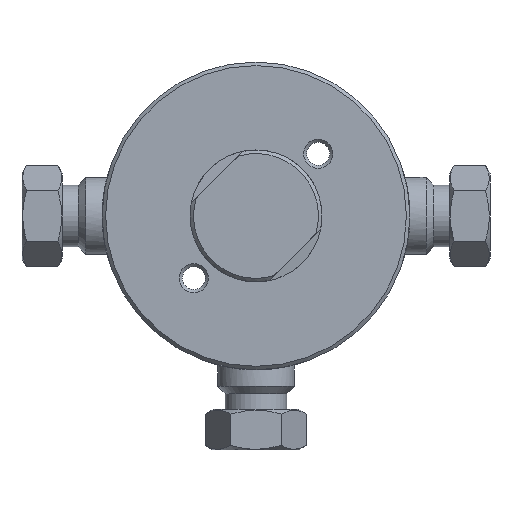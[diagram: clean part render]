
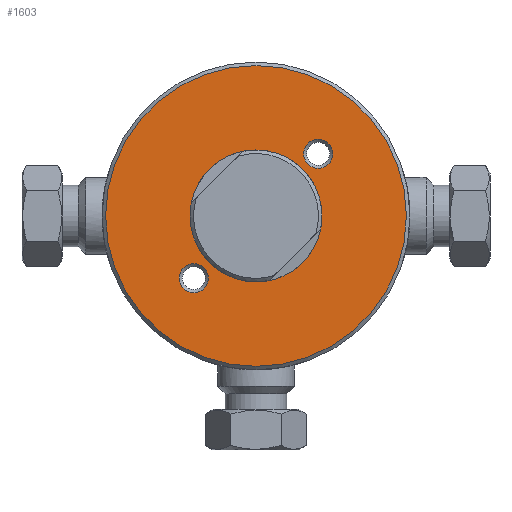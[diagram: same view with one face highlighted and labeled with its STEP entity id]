
A CAD part, left-side view. The second image highlights one B-rep face of the part: STEP entity #1603.
In plain terms, the highlighted planar face has unit normal (-1, 0, 0).
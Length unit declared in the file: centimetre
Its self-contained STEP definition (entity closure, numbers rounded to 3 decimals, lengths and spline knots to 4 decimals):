
#222=FACE_BOUND('',#625,.T.);
#223=FACE_BOUND('',#626,.T.);
#224=FACE_BOUND('',#627,.T.);
#474=FACE_OUTER_BOUND('',#624,.T.);
#624=EDGE_LOOP('',(#1457));
#625=EDGE_LOOP('',(#1458));
#626=EDGE_LOOP('',(#1459));
#627=EDGE_LOOP('',(#1460));
#708=CIRCLE('',#1769,0.9525);
#717=CIRCLE('',#1784,0.21);
#718=CIRCLE('',#1786,0.21);
#724=CIRCLE('',#1798,2.1717);
#857=VERTEX_POINT('',#2857);
#866=VERTEX_POINT('',#2881);
#867=VERTEX_POINT('',#2884);
#873=VERTEX_POINT('',#2902);
#1054=EDGE_CURVE('',#857,#857,#708,.T.);
#1063=EDGE_CURVE('',#866,#866,#717,.T.);
#1064=EDGE_CURVE('',#867,#867,#718,.T.);
#1070=EDGE_CURVE('',#873,#873,#724,.T.);
#1457=ORIENTED_EDGE('',*,*,#1070,.F.);
#1458=ORIENTED_EDGE('',*,*,#1063,.T.);
#1459=ORIENTED_EDGE('',*,*,#1064,.T.);
#1460=ORIENTED_EDGE('',*,*,#1054,.T.);
#1505=PLANE('',#1799);
#1603=ADVANCED_FACE('',(#474,#222,#223,#224),#1505,.T.);
#1769=AXIS2_PLACEMENT_3D('',#2858,#2171,#2172);
#1784=AXIS2_PLACEMENT_3D('',#2882,#2201,#2202);
#1786=AXIS2_PLACEMENT_3D('',#2885,#2205,#2206);
#1798=AXIS2_PLACEMENT_3D('',#2903,#2229,#2230);
#1799=AXIS2_PLACEMENT_3D('',#2904,#2231,#2232);
#2171=DIRECTION('center_axis',(1.,0.,0.));
#2172=DIRECTION('ref_axis',(0.,1.,0.));
#2201=DIRECTION('center_axis',(1.,0.,0.));
#2202=DIRECTION('ref_axis',(0.,0.,1.));
#2205=DIRECTION('center_axis',(1.,0.,0.));
#2206=DIRECTION('ref_axis',(0.,0.,1.));
#2229=DIRECTION('center_axis',(1.,0.,0.));
#2230=DIRECTION('ref_axis',(0.,-1.,0.));
#2231=DIRECTION('center_axis',(-1.,0.,0.));
#2232=DIRECTION('ref_axis',(0.,0.,1.));
#2857=CARTESIAN_POINT('',(0.5715,0.9525,0.));
#2858=CARTESIAN_POINT('Origin',(0.5715,0.,0.));
#2881=CARTESIAN_POINT('',(0.5715,0.898,-0.688));
#2882=CARTESIAN_POINT('Origin',(0.5715,0.898,-0.898));
#2884=CARTESIAN_POINT('',(0.5715,-0.898,1.108));
#2885=CARTESIAN_POINT('Origin',(0.5715,-0.898,0.898));
#2902=CARTESIAN_POINT('',(0.5715,2.1717,0.));
#2903=CARTESIAN_POINT('Origin',(0.5715,0.,0.));
#2904=CARTESIAN_POINT('Origin',(0.5715,1.5875,0.));
